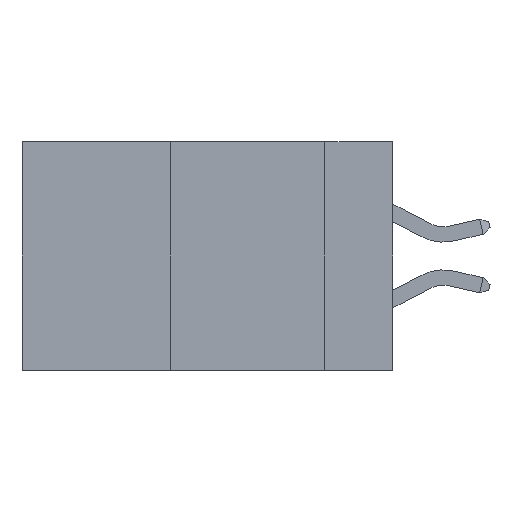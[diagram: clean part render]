
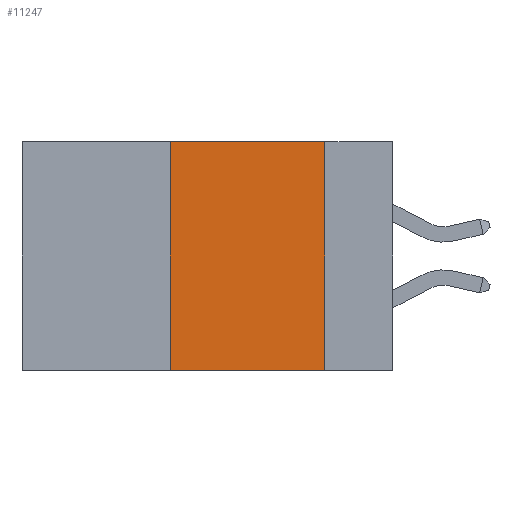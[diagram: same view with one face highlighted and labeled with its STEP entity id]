
A CAD part, left-side view. The second image highlights one B-rep face of the part: STEP entity #11247.
In plain terms, the highlighted planar face has unit normal (-1, 0, 0).
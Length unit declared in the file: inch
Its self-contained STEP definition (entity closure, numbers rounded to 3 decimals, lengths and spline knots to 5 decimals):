
#1375 = EDGE_CURVE ( 'NONE', #14198, #15478, #20405, .T. ) ;
#1702 = LINE ( 'NONE', #12910, #20216 ) ;
#1941 = CARTESIAN_POINT ( 'NONE',  ( 0., 0.36, -0.37 ) ) ;
#2219 = ORIENTED_EDGE ( 'NONE', *, *, #16043, .F. ) ;
#3486 = EDGE_CURVE ( 'NONE', #14198, #14099, #6359, .T. ) ;
#3575 = DIRECTION ( 'NONE',  ( 1., 0., 0. ) ) ;
#5252 = DIRECTION ( 'NONE',  ( 0., 0., 1. ) ) ;
#5765 = CARTESIAN_POINT ( 'NONE',  ( 0., 0.6, 0. ) ) ;
#6359 = LINE ( 'NONE', #8994, #12537 ) ;
#6747 = CARTESIAN_POINT ( 'NONE',  ( 0., 0.36, 0. ) ) ;
#7025 = VECTOR ( 'NONE', #17646, 39.37008 ) ;
#8994 = CARTESIAN_POINT ( 'NONE',  ( 0., 0.6, -0.37 ) ) ;
#9687 = ORIENTED_EDGE ( 'NONE', *, *, #10352, .F. ) ;
#9935 = VECTOR ( 'NONE', #5252, 39.37008 ) ;
#9944 = CARTESIAN_POINT ( 'NONE',  ( 0., 0.11, -0.37 ) ) ;
#10352 = EDGE_CURVE ( 'NONE', #15478, #13704, #11043, .T. ) ;
#11004 = FACE_OUTER_BOUND ( 'NONE', #16300, .T. ) ;
#11018 = DIRECTION ( 'NONE',  ( 0., 0., -1. ) ) ;
#11043 = LINE ( 'NONE', #15364, #7025 ) ;
#11247 = ADVANCED_FACE ( 'NONE', ( #11004 ), #14786, .F. ) ;
#11610 = ORIENTED_EDGE ( 'NONE', *, *, #3486, .T. ) ;
#12537 = VECTOR ( 'NONE', #19520, 39.37008 ) ;
#12784 = DIRECTION ( 'NONE',  ( 0., 0., -1. ) ) ;
#12910 = CARTESIAN_POINT ( 'NONE',  ( 0., 0.11, 0. ) ) ;
#13704 = VERTEX_POINT ( 'NONE', #17442 ) ;
#14043 = CARTESIAN_POINT ( 'NONE',  ( 0., 0.36, 0. ) ) ;
#14099 = VERTEX_POINT ( 'NONE', #9944 ) ;
#14198 = VERTEX_POINT ( 'NONE', #1941 ) ;
#14786 = PLANE ( 'NONE',  #16930 ) ;
#15364 = CARTESIAN_POINT ( 'NONE',  ( 0., 0.6, 0. ) ) ;
#15478 = VERTEX_POINT ( 'NONE', #14043 ) ;
#16043 = EDGE_CURVE ( 'NONE', #13704, #14099, #1702, .T. ) ;
#16300 = EDGE_LOOP ( 'NONE', ( #2219, #9687, #19615, #11610 ) ) ;
#16930 = AXIS2_PLACEMENT_3D ( 'NONE', #5765, #3575, #12784 ) ;
#17442 = CARTESIAN_POINT ( 'NONE',  ( 0., 0.11, 0. ) ) ;
#17646 = DIRECTION ( 'NONE',  ( 0., -1., 0. ) ) ;
#19520 = DIRECTION ( 'NONE',  ( 0., -1., 0. ) ) ;
#19615 = ORIENTED_EDGE ( 'NONE', *, *, #1375, .F. ) ;
#20216 = VECTOR ( 'NONE', #11018, 39.37008 ) ;
#20405 = LINE ( 'NONE', #6747, #9935 ) ;
